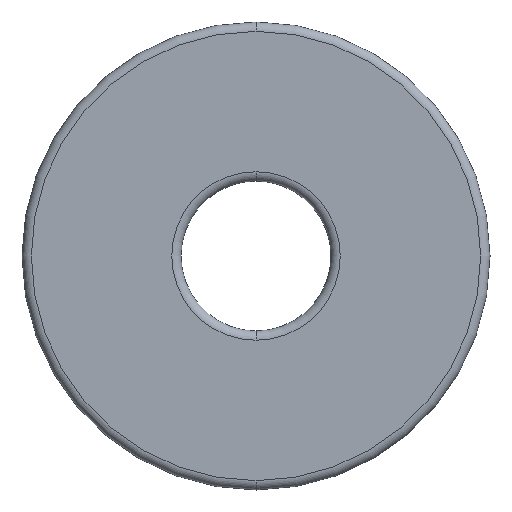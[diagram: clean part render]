
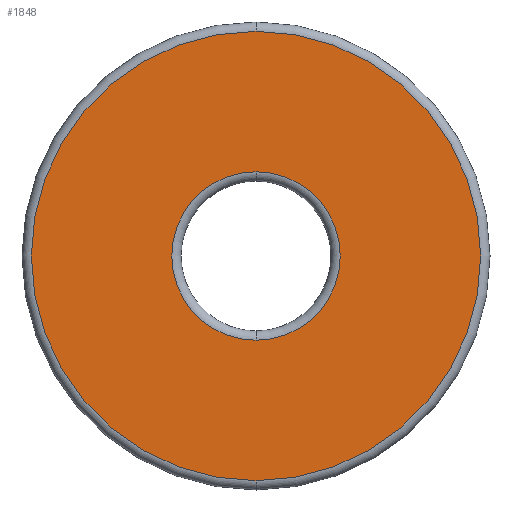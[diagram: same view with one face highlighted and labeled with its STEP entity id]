
A CAD part, front view. The second image highlights one B-rep face of the part: STEP entity #1848.
In plain terms, the highlighted planar face has unit normal (0, -1, 0).
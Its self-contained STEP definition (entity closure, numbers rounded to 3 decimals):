
#1848 = ADVANCED_FACE ( 'NONE', ( #15145, #6472 ), #8789, .F. ) ;
#2278 = EDGE_CURVE ( 'NONE', #16637, #16146, #13013, .T. ) ;
#2383 = CARTESIAN_POINT ( 'NONE',  ( 0., -17., 0. ) ) ;
#2694 = EDGE_CURVE ( 'NONE', #10786, #9870, #16142, .T. ) ;
#3181 = DIRECTION ( 'NONE',  ( 0., -1., 0. ) ) ;
#3397 = DIRECTION ( 'NONE',  ( 0., 1., 0. ) ) ;
#3475 = CARTESIAN_POINT ( 'NONE',  ( 0., -17., -4.5 ) ) ;
#3772 = DIRECTION ( 'NONE',  ( 0., -1., 0. ) ) ;
#5120 = DIRECTION ( 'NONE',  ( 0., 0., 1. ) ) ;
#5581 = CIRCLE ( 'NONE', #9991, 12. ) ;
#5735 = CIRCLE ( 'NONE', #10039, 4.5 ) ;
#6000 = CARTESIAN_POINT ( 'NONE',  ( 0., -17., 0. ) ) ;
#6085 = EDGE_LOOP ( 'NONE', ( #16493, #12469 ) ) ;
#6154 = CARTESIAN_POINT ( 'NONE',  ( 0., -17., 0. ) ) ;
#6472 = FACE_OUTER_BOUND ( 'NONE', #6955, .T. ) ;
#6955 = EDGE_LOOP ( 'NONE', ( #10294, #12005 ) ) ;
#7063 = CARTESIAN_POINT ( 'NONE',  ( 0., -17., 4.5 ) ) ;
#7314 = AXIS2_PLACEMENT_3D ( 'NONE', #8546, #3181, #16686 ) ;
#7620 = CARTESIAN_POINT ( 'NONE',  ( 0., -17., 0. ) ) ;
#8546 = CARTESIAN_POINT ( 'NONE',  ( 0., -17., 0. ) ) ;
#8789 = PLANE ( 'NONE',  #9914 ) ;
#9520 = EDGE_CURVE ( 'NONE', #9870, #10786, #5581, .T. ) ;
#9870 = VERTEX_POINT ( 'NONE', #15591 ) ;
#9914 = AXIS2_PLACEMENT_3D ( 'NONE', #6000, #16901, #15343 ) ;
#9991 = AXIS2_PLACEMENT_3D ( 'NONE', #2383, #3772, #5120 ) ;
#10039 = AXIS2_PLACEMENT_3D ( 'NONE', #7620, #13298, #14427 ) ;
#10294 = ORIENTED_EDGE ( 'NONE', *, *, #9520, .T. ) ;
#10786 = VERTEX_POINT ( 'NONE', #17009 ) ;
#12005 = ORIENTED_EDGE ( 'NONE', *, *, #2694, .T. ) ;
#12469 = ORIENTED_EDGE ( 'NONE', *, *, #13471, .T. ) ;
#13013 = CIRCLE ( 'NONE', #14111, 4.5 ) ;
#13298 = DIRECTION ( 'NONE',  ( 0., 1., 0. ) ) ;
#13471 = EDGE_CURVE ( 'NONE', #16146, #16637, #5735, .T. ) ;
#14111 = AXIS2_PLACEMENT_3D ( 'NONE', #6154, #3397, #14221 ) ;
#14221 = DIRECTION ( 'NONE',  ( 0., 0., 1. ) ) ;
#14427 = DIRECTION ( 'NONE',  ( 0., 0., 1. ) ) ;
#15145 = FACE_BOUND ( 'NONE', #6085, .T. ) ;
#15343 = DIRECTION ( 'NONE',  ( 0., 0., 1. ) ) ;
#15591 = CARTESIAN_POINT ( 'NONE',  ( 0., -17., 12. ) ) ;
#16142 = CIRCLE ( 'NONE', #7314, 12. ) ;
#16146 = VERTEX_POINT ( 'NONE', #3475 ) ;
#16493 = ORIENTED_EDGE ( 'NONE', *, *, #2278, .T. ) ;
#16637 = VERTEX_POINT ( 'NONE', #7063 ) ;
#16686 = DIRECTION ( 'NONE',  ( 0., 0., 1. ) ) ;
#16901 = DIRECTION ( 'NONE',  ( 0., 1., 0. ) ) ;
#17009 = CARTESIAN_POINT ( 'NONE',  ( 0., -17., -12. ) ) ;
